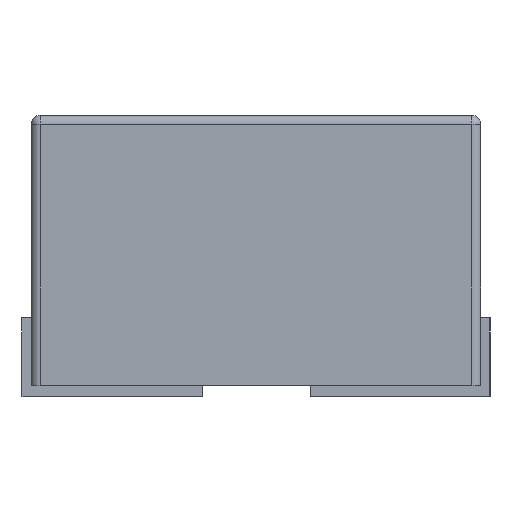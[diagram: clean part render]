
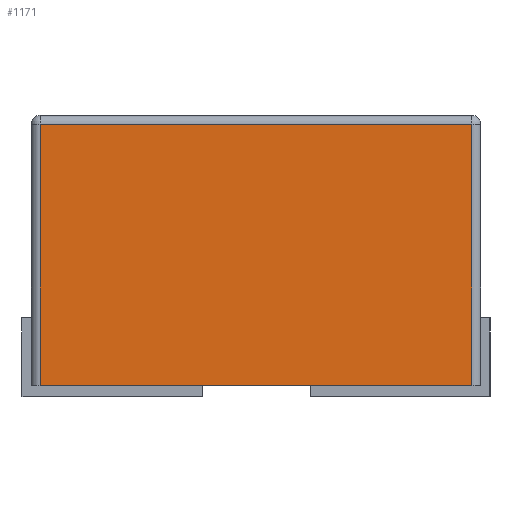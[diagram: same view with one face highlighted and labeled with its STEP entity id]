
A CAD part, left-side view. The second image highlights one B-rep face of the part: STEP entity #1171.
In plain terms, the highlighted planar face has unit normal (-1, 0, 0).
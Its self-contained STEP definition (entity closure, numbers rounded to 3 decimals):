
#51=PLANE('',#1294);
#122=FACE_OUTER_BOUND('',#202,.T.);
#202=EDGE_LOOP('',(#855,#856,#857,#858));
#279=LINE('',#1744,#420);
#281=LINE('',#1754,#422);
#283=LINE('',#1760,#424);
#284=LINE('',#1761,#425);
#420=VECTOR('',#1400,10.);
#422=VECTOR('',#1412,10.);
#424=VECTOR('',#1418,1.);
#425=VECTOR('',#1419,10.);
#581=VERTEX_POINT('',#1741);
#582=VERTEX_POINT('',#1743);
#585=VERTEX_POINT('',#1753);
#587=VERTEX_POINT('',#1759);
#684=EDGE_CURVE('',#581,#582,#279,.T.);
#689=EDGE_CURVE('',#582,#585,#281,.T.);
#692=EDGE_CURVE('',#581,#587,#283,.T.);
#693=EDGE_CURVE('',#585,#587,#284,.T.);
#855=ORIENTED_EDGE('',*,*,#684,.F.);
#856=ORIENTED_EDGE('',*,*,#692,.T.);
#857=ORIENTED_EDGE('',*,*,#693,.F.);
#858=ORIENTED_EDGE('',*,*,#689,.F.);
#1171=ADVANCED_FACE('',(#122),#51,.F.);
#1294=AXIS2_PLACEMENT_3D('',#1758,#1416,#1417);
#1400=DIRECTION('',(0.,0.,1.));
#1412=DIRECTION('',(0.,-1.,0.));
#1416=DIRECTION('center_axis',(1.,0.,0.));
#1417=DIRECTION('ref_axis',(0.,-1.,0.));
#1418=DIRECTION('',(0.,-1.,0.));
#1419=DIRECTION('',(0.,0.,-1.));
#1741=CARTESIAN_POINT('',(-1.25,0.48,0.));
#1743=CARTESIAN_POINT('',(-1.25,0.48,0.58));
#1744=CARTESIAN_POINT('',(-1.25,0.48,0.));
#1753=CARTESIAN_POINT('',(-1.25,-0.48,0.58));
#1754=CARTESIAN_POINT('',(-1.25,0.25,0.58));
#1758=CARTESIAN_POINT('Origin',(-1.25,0.5,0.));
#1759=CARTESIAN_POINT('',(-1.25,-0.48,0.));
#1760=CARTESIAN_POINT('',(-1.25,0.5,0.));
#1761=CARTESIAN_POINT('',(-1.25,-0.48,0.));
